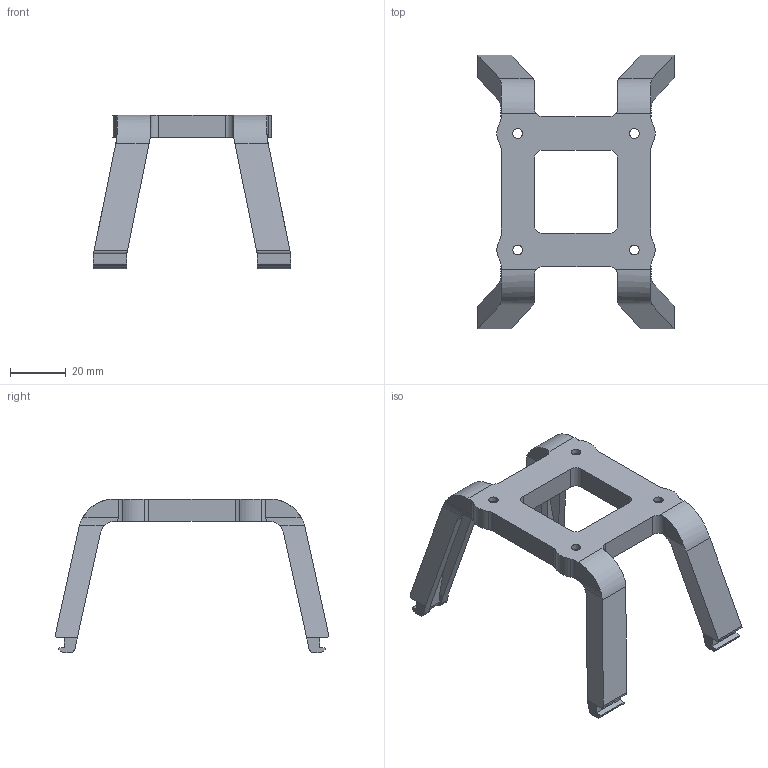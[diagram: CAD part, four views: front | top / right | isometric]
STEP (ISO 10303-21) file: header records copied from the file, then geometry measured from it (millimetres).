
FILE_DESCRIPTION((''),'2;1');
FILE_NAME('lidar_base.stp','2022-08-08T00:09:46',(''),(''),'STEP Write','Mastercam X8 ... CNC Software, Inc.','');
FILE_SCHEMA(('AUTOMOTIVE_DESIGN'));
Length unit declared in the file: millimetre
Products named in the file (1): None
Bounding box: 71 x 98.51 x 55.39 mm (x, y, z)
Volume: 27078.9 mm3; surface area: 19993.1 mm2
Topology: 1 solids, 1 shells, 232 faces, 660 edges, 436 vertices
Faces by surface type: plane 120, cylinder 112
Full cylindrical faces by diameter (mm): 3.5 x4, 7 x4
Entity records: 7662 total; most frequent: CARTESIAN_POINT 1576, ORIENTED_EDGE 1304, DIRECTION 1252, EDGE_CURVE 652, VERTEX_POINT 436, AXIS2_PLACEMENT_3D 424, VECTOR 404, LINE 404
